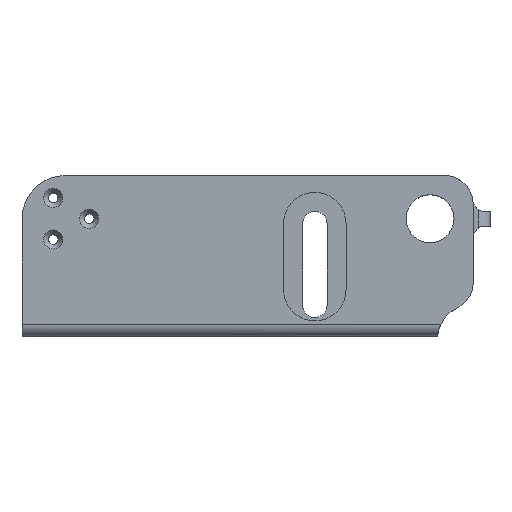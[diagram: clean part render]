
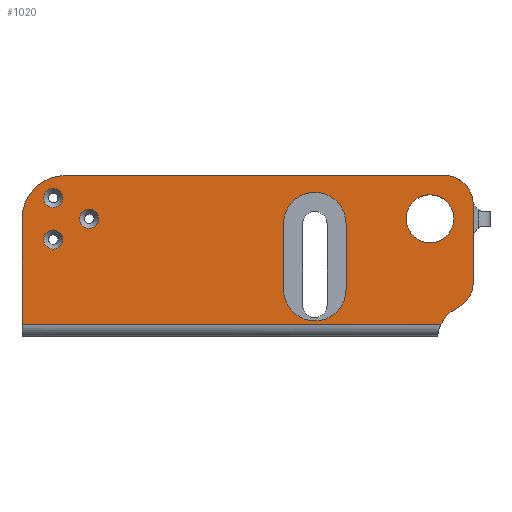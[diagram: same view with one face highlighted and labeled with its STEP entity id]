
A CAD part, top view. The second image highlights one B-rep face of the part: STEP entity #1020.
In plain terms, the highlighted planar face has unit normal (0, 0, 1).
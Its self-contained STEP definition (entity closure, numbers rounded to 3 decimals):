
#22=FACE_BOUND('',#171,.T.);
#23=FACE_BOUND('',#172,.T.);
#24=FACE_BOUND('',#173,.T.);
#25=FACE_BOUND('',#174,.T.);
#26=FACE_BOUND('',#175,.T.);
#39=PLANE('',#1129);
#108=FACE_OUTER_BOUND('',#170,.T.);
#170=EDGE_LOOP('',(#814,#815,#816,#817,#818,#819,#820,#821));
#171=EDGE_LOOP('',(#822));
#172=EDGE_LOOP('',(#823));
#173=EDGE_LOOP('',(#824));
#174=EDGE_LOOP('',(#825,#826,#827,#828));
#175=EDGE_LOOP('',(#829));
#240=LINE('',#1620,#329);
#259=LINE('',#1696,#348);
#261=LINE('',#1700,#350);
#262=LINE('',#1704,#351);
#263=LINE('',#1709,#352);
#264=LINE('',#1712,#353);
#329=VECTOR('',#1280,10.);
#348=VECTOR('',#1351,10.);
#350=VECTOR('',#1355,10.);
#351=VECTOR('',#1360,10.);
#352=VECTOR('',#1363,10.);
#353=VECTOR('',#1366,10.);
#389=CIRCLE('',#1069,2.);
#392=CIRCLE('',#1073,2.);
#395=CIRCLE('',#1077,2.);
#408=CIRCLE('',#1100,9.);
#428=CIRCLE('',#1127,6.);
#429=CIRCLE('',#1130,7.5);
#430=CIRCLE('',#1131,6.);
#431=CIRCLE('',#1132,6.5);
#432=CIRCLE('',#1133,6.5);
#433=CIRCLE('',#1134,5.);
#445=VERTEX_POINT('',#1494);
#448=VERTEX_POINT('',#1502);
#451=VERTEX_POINT('',#1510);
#482=VERTEX_POINT('',#1607);
#483=VERTEX_POINT('',#1608);
#487=VERTEX_POINT('',#1618);
#516=VERTEX_POINT('',#1689);
#517=VERTEX_POINT('',#1690);
#518=VERTEX_POINT('',#1695);
#519=VERTEX_POINT('',#1699);
#520=VERTEX_POINT('',#1701);
#521=VERTEX_POINT('',#1705);
#522=VERTEX_POINT('',#1706);
#523=VERTEX_POINT('',#1708);
#524=VERTEX_POINT('',#1710);
#525=VERTEX_POINT('',#1713);
#543=EDGE_CURVE('',#445,#445,#389,.T.);
#547=EDGE_CURVE('',#448,#448,#392,.T.);
#551=EDGE_CURVE('',#451,#451,#395,.T.);
#589=EDGE_CURVE('',#482,#483,#408,.T.);
#595=EDGE_CURVE('',#482,#487,#240,.T.);
#630=EDGE_CURVE('',#516,#517,#428,.T.);
#633=EDGE_CURVE('',#518,#517,#259,.T.);
#635=EDGE_CURVE('',#487,#519,#261,.T.);
#636=EDGE_CURVE('',#519,#520,#429,.T.);
#637=EDGE_CURVE('',#518,#520,#430,.T.);
#638=EDGE_CURVE('',#516,#483,#262,.T.);
#639=EDGE_CURVE('',#521,#522,#431,.T.);
#640=EDGE_CURVE('',#522,#523,#263,.T.);
#641=EDGE_CURVE('',#523,#524,#432,.T.);
#642=EDGE_CURVE('',#524,#521,#264,.T.);
#643=EDGE_CURVE('',#525,#525,#433,.T.);
#814=ORIENTED_EDGE('',*,*,#589,.F.);
#815=ORIENTED_EDGE('',*,*,#595,.T.);
#816=ORIENTED_EDGE('',*,*,#635,.T.);
#817=ORIENTED_EDGE('',*,*,#636,.T.);
#818=ORIENTED_EDGE('',*,*,#637,.F.);
#819=ORIENTED_EDGE('',*,*,#633,.T.);
#820=ORIENTED_EDGE('',*,*,#630,.F.);
#821=ORIENTED_EDGE('',*,*,#638,.T.);
#822=ORIENTED_EDGE('',*,*,#543,.T.);
#823=ORIENTED_EDGE('',*,*,#547,.T.);
#824=ORIENTED_EDGE('',*,*,#551,.T.);
#825=ORIENTED_EDGE('',*,*,#639,.T.);
#826=ORIENTED_EDGE('',*,*,#640,.T.);
#827=ORIENTED_EDGE('',*,*,#641,.T.);
#828=ORIENTED_EDGE('',*,*,#642,.T.);
#829=ORIENTED_EDGE('',*,*,#643,.T.);
#1020=ADVANCED_FACE('',(#108,#22,#23,#24,#25,#26),#39,.T.);
#1069=AXIS2_PLACEMENT_3D('',#1495,#1183,#1184);
#1073=AXIS2_PLACEMENT_3D('',#1503,#1192,#1193);
#1077=AXIS2_PLACEMENT_3D('',#1511,#1201,#1202);
#1100=AXIS2_PLACEMENT_3D('',#1609,#1270,#1271);
#1127=AXIS2_PLACEMENT_3D('',#1691,#1345,#1346);
#1129=AXIS2_PLACEMENT_3D('',#1698,#1353,#1354);
#1130=AXIS2_PLACEMENT_3D('',#1702,#1356,#1357);
#1131=AXIS2_PLACEMENT_3D('',#1703,#1358,#1359);
#1132=AXIS2_PLACEMENT_3D('',#1707,#1361,#1362);
#1133=AXIS2_PLACEMENT_3D('',#1711,#1364,#1365);
#1134=AXIS2_PLACEMENT_3D('',#1714,#1367,#1368);
#1183=DIRECTION('center_axis',(0.,0.,-1.));
#1184=DIRECTION('ref_axis',(-1.,0.,0.));
#1192=DIRECTION('center_axis',(0.,0.,-1.));
#1193=DIRECTION('ref_axis',(-1.,0.,0.));
#1201=DIRECTION('center_axis',(0.,0.,-1.));
#1202=DIRECTION('ref_axis',(-1.,0.,0.));
#1270=DIRECTION('center_axis',(0.,0.,-1.));
#1271=DIRECTION('ref_axis',(-0.707,0.707,0.));
#1280=DIRECTION('',(0.,-1.,0.));
#1345=DIRECTION('center_axis',(0.,0.,-1.));
#1346=DIRECTION('ref_axis',(0.707,0.707,0.));
#1351=DIRECTION('',(0.,1.,0.));
#1353=DIRECTION('center_axis',(0.,0.,1.));
#1354=DIRECTION('ref_axis',(1.,0.,0.));
#1355=DIRECTION('',(1.,0.,0.));
#1356=DIRECTION('center_axis',(0.,0.,-1.));
#1357=DIRECTION('ref_axis',(-1.,0.,0.));
#1358=DIRECTION('center_axis',(0.,0.,-1.));
#1359=DIRECTION('ref_axis',(0.85,-0.527,0.));
#1360=DIRECTION('',(-1.,0.,0.));
#1361=DIRECTION('center_axis',(0.,0.,-1.));
#1362=DIRECTION('ref_axis',(1.,0.,0.));
#1363=DIRECTION('',(0.,-1.,0.));
#1364=DIRECTION('center_axis',(0.,0.,-1.));
#1365=DIRECTION('ref_axis',(-1.,0.,0.));
#1366=DIRECTION('',(0.,1.,0.));
#1367=DIRECTION('center_axis',(0.,0.,-1.));
#1368=DIRECTION('ref_axis',(1.,0.,0.));
#1494=CARTESIAN_POINT('',(-31.,6.5,1.5));
#1495=CARTESIAN_POINT('Origin',(-33.,6.5,1.5));
#1502=CARTESIAN_POINT('',(-38.5,10.83,1.5));
#1503=CARTESIAN_POINT('Origin',(-40.5,10.83,1.5));
#1510=CARTESIAN_POINT('',(-38.5,2.17,1.5));
#1511=CARTESIAN_POINT('Origin',(-40.5,2.17,1.5));
#1607=CARTESIAN_POINT('',(-47.,6.5,1.5));
#1608=CARTESIAN_POINT('',(-38.,15.5,1.5));
#1609=CARTESIAN_POINT('Origin',(-38.,6.5,1.5));
#1618=CARTESIAN_POINT('',(-47.,-15.5,1.5));
#1620=CARTESIAN_POINT('',(-47.,15.5,1.5));
#1689=CARTESIAN_POINT('',(41.,15.5,1.5));
#1690=CARTESIAN_POINT('',(47.,9.5,1.5));
#1691=CARTESIAN_POINT('Origin',(41.,9.5,1.5));
#1695=CARTESIAN_POINT('',(47.,-6.687,1.5));
#1696=CARTESIAN_POINT('',(47.,-15.5,1.5));
#1698=CARTESIAN_POINT('Origin',(0.,0.,1.5));
#1699=CARTESIAN_POINT('',(40.255,-15.5,1.5));
#1700=CARTESIAN_POINT('',(-47.,-15.5,1.5));
#1701=CARTESIAN_POINT('',(43.667,-12.061,1.5));
#1702=CARTESIAN_POINT('Origin',(47.,-18.78,1.5));
#1703=CARTESIAN_POINT('Origin',(41.,-6.687,1.5));
#1704=CARTESIAN_POINT('',(47.,15.5,1.5));
#1705=CARTESIAN_POINT('',(7.5,5.5,1.5));
#1706=CARTESIAN_POINT('',(20.5,5.5,1.5));
#1707=CARTESIAN_POINT('Origin',(14.,5.5,1.5));
#1708=CARTESIAN_POINT('',(20.5,-8.29,1.5));
#1709=CARTESIAN_POINT('',(20.5,-8.29,1.5));
#1710=CARTESIAN_POINT('',(7.5,-8.29,1.5));
#1711=CARTESIAN_POINT('Origin',(14.,-8.29,1.5));
#1712=CARTESIAN_POINT('',(7.5,5.5,1.5));
#1713=CARTESIAN_POINT('',(33.,6.5,1.5));
#1714=CARTESIAN_POINT('Origin',(38.,6.5,1.5));
